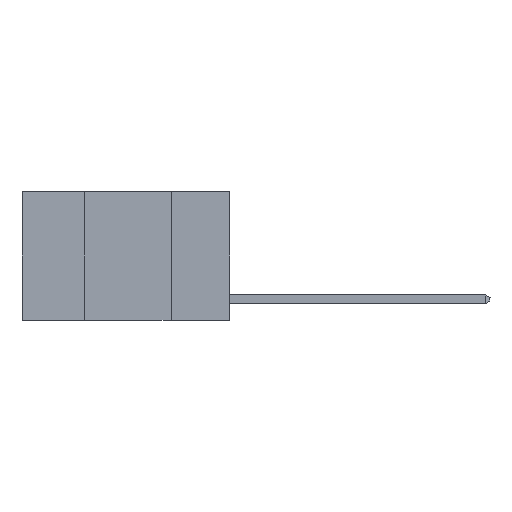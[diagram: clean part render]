
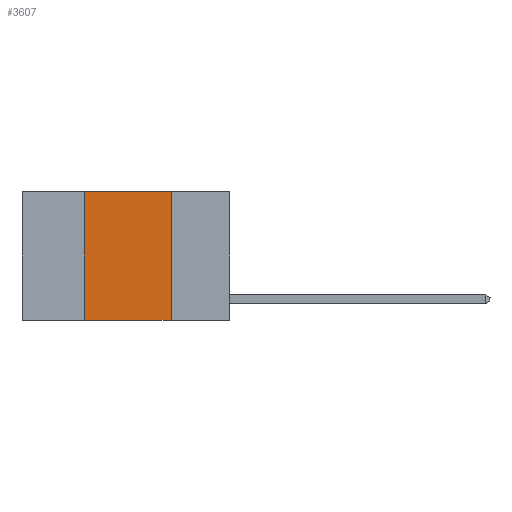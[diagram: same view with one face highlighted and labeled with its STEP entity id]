
A CAD part, left-side view. The second image highlights one B-rep face of the part: STEP entity #3607.
In plain terms, the highlighted planar face has unit normal (-1, 0, 0).
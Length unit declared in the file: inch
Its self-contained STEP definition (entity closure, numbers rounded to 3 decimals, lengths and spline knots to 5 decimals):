
#1265 = EDGE_CURVE ( 'NONE', #21027, #22139, #15483, .T. ) ;
#1463 = VECTOR ( 'NONE', #15335, 39.37008 ) ;
#1820 = CARTESIAN_POINT ( 'NONE',  ( 0., 0.17, 0. ) ) ;
#1851 = EDGE_CURVE ( 'NONE', #23458, #16759, #20654, .T. ) ;
#2782 = CARTESIAN_POINT ( 'NONE',  ( 0., 0.17, -0.37 ) ) ;
#2834 = DIRECTION ( 'NONE',  ( 0., 0., 1. ) ) ;
#3607 = ADVANCED_FACE ( 'NONE', ( #14501 ), #20724, .F. ) ;
#4381 = DIRECTION ( 'NONE',  ( 0., -1., 0. ) ) ;
#6280 = DIRECTION ( 'NONE',  ( 0., 0., -1. ) ) ;
#6702 = VECTOR ( 'NONE', #2834, 39.37008 ) ;
#6952 = AXIS2_PLACEMENT_3D ( 'NONE', #8240, #12681, #6280 ) ;
#7967 = CARTESIAN_POINT ( 'NONE',  ( 0., 0.42, 0. ) ) ;
#8109 = ORIENTED_EDGE ( 'NONE', *, *, #1265, .F. ) ;
#8240 = CARTESIAN_POINT ( 'NONE',  ( 0., 0.6, 0. ) ) ;
#11071 = CARTESIAN_POINT ( 'NONE',  ( 0., 0.17, 0. ) ) ;
#12681 = DIRECTION ( 'NONE',  ( 1., 0., 0. ) ) ;
#13359 = VECTOR ( 'NONE', #21615, 39.37008 ) ;
#13440 = EDGE_LOOP ( 'NONE', ( #8109, #23523, #17330, #15763 ) ) ;
#14414 = CARTESIAN_POINT ( 'NONE',  ( 0., 0.42, -0.37 ) ) ;
#14462 = EDGE_CURVE ( 'NONE', #16759, #21027, #23550, .T. ) ;
#14501 = FACE_OUTER_BOUND ( 'NONE', #13440, .T. ) ;
#14602 = VECTOR ( 'NONE', #4381, 39.37008 ) ;
#15335 = DIRECTION ( 'NONE',  ( 0., -1., 0. ) ) ;
#15483 = LINE ( 'NONE', #1820, #13359 ) ;
#15763 = ORIENTED_EDGE ( 'NONE', *, *, #23411, .T. ) ;
#16613 = CARTESIAN_POINT ( 'NONE',  ( 0., 0.42, 0. ) ) ;
#16759 = VERTEX_POINT ( 'NONE', #7967 ) ;
#17153 = CARTESIAN_POINT ( 'NONE',  ( 0., 0.6, 0. ) ) ;
#17330 = ORIENTED_EDGE ( 'NONE', *, *, #1851, .F. ) ;
#20654 = LINE ( 'NONE', #16613, #6702 ) ;
#20724 = PLANE ( 'NONE',  #6952 ) ;
#21027 = VERTEX_POINT ( 'NONE', #11071 ) ;
#21615 = DIRECTION ( 'NONE',  ( 0., 0., -1. ) ) ;
#22139 = VERTEX_POINT ( 'NONE', #2782 ) ;
#22234 = CARTESIAN_POINT ( 'NONE',  ( 0., 0.6, -0.37 ) ) ;
#23411 = EDGE_CURVE ( 'NONE', #23458, #22139, #24304, .T. ) ;
#23458 = VERTEX_POINT ( 'NONE', #14414 ) ;
#23523 = ORIENTED_EDGE ( 'NONE', *, *, #14462, .F. ) ;
#23550 = LINE ( 'NONE', #17153, #1463 ) ;
#24304 = LINE ( 'NONE', #22234, #14602 ) ;
